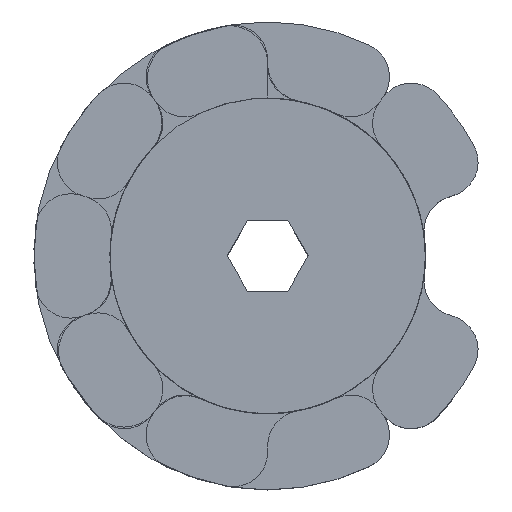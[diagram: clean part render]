
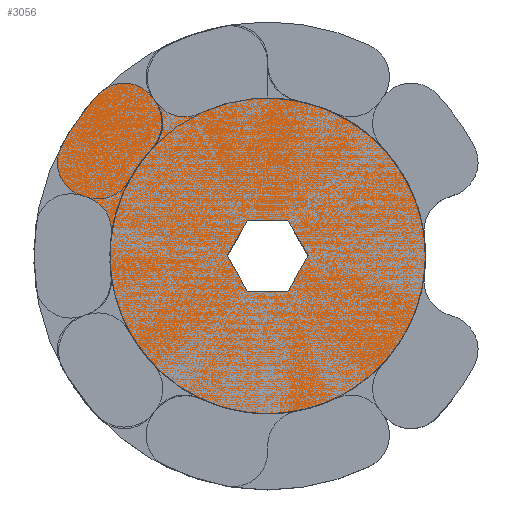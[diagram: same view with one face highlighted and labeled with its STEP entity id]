
A CAD part, top view. The second image highlights one B-rep face of the part: STEP entity #3056.
In plain terms, the highlighted planar face has unit normal (0, 0, 1).
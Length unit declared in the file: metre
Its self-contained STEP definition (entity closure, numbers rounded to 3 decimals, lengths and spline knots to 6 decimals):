
#113=LINE('',#4671,#406);
#114=LINE('',#4679,#407);
#115=LINE('',#4684,#408);
#116=LINE('',#4687,#409);
#117=LINE('',#4689,#410);
#118=LINE('',#4691,#411);
#119=LINE('',#4693,#412);
#120=LINE('',#4695,#413);
#406=VECTOR('',#3667,1.);
#407=VECTOR('',#3674,1.);
#408=VECTOR('',#3679,1.);
#409=VECTOR('',#3680,1.);
#410=VECTOR('',#3681,1.);
#411=VECTOR('',#3682,1.);
#412=VECTOR('',#3683,1.);
#413=VECTOR('',#3684,1.);
#699=ORIENTED_EDGE('',*,*,#1641,.F.);
#700=ORIENTED_EDGE('',*,*,#1642,.F.);
#701=ORIENTED_EDGE('',*,*,#1643,.T.);
#702=ORIENTED_EDGE('',*,*,#1644,.T.);
#703=ORIENTED_EDGE('',*,*,#1645,.T.);
#704=ORIENTED_EDGE('',*,*,#1646,.T.);
#705=ORIENTED_EDGE('',*,*,#1647,.F.);
#706=ORIENTED_EDGE('',*,*,#1648,.F.);
#707=ORIENTED_EDGE('',*,*,#1649,.T.);
#708=ORIENTED_EDGE('',*,*,#1650,.T.);
#709=ORIENTED_EDGE('',*,*,#1651,.T.);
#710=ORIENTED_EDGE('',*,*,#1652,.T.);
#711=ORIENTED_EDGE('',*,*,#1653,.T.);
#712=ORIENTED_EDGE('',*,*,#1654,.T.);
#1641=EDGE_CURVE('',#2112,#2113,#2426,.T.);
#1642=EDGE_CURVE('',#2114,#2112,#113,.T.);
#1643=EDGE_CURVE('',#2114,#2115,#2427,.T.);
#1644=EDGE_CURVE('',#2115,#2116,#2428,.T.);
#1645=EDGE_CURVE('',#2116,#2117,#2429,.T.);
#1646=EDGE_CURVE('',#2117,#2118,#114,.T.);
#1647=EDGE_CURVE('',#2119,#2118,#2430,.T.);
#1648=EDGE_CURVE('',#2113,#2119,#2431,.T.);
#1649=EDGE_CURVE('',#2120,#2121,#115,.T.);
#1650=EDGE_CURVE('',#2121,#2122,#116,.T.);
#1651=EDGE_CURVE('',#2122,#2123,#117,.T.);
#1652=EDGE_CURVE('',#2123,#2124,#118,.T.);
#1653=EDGE_CURVE('',#2124,#2125,#119,.T.);
#1654=EDGE_CURVE('',#2125,#2120,#120,.T.);
#2112=VERTEX_POINT('',#4669);
#2113=VERTEX_POINT('',#4670);
#2114=VERTEX_POINT('',#4672);
#2115=VERTEX_POINT('',#4674);
#2116=VERTEX_POINT('',#4676);
#2117=VERTEX_POINT('',#4678);
#2118=VERTEX_POINT('',#4680);
#2119=VERTEX_POINT('',#4682);
#2120=VERTEX_POINT('',#4685);
#2121=VERTEX_POINT('',#4686);
#2122=VERTEX_POINT('',#4688);
#2123=VERTEX_POINT('',#4690);
#2124=VERTEX_POINT('',#4692);
#2125=VERTEX_POINT('',#4694);
#2426=CIRCLE('',#3307,0.006);
#2427=CIRCLE('',#3308,0.006);
#2428=CIRCLE('',#3309,0.04);
#2429=CIRCLE('',#3310,0.006);
#2430=CIRCLE('',#3311,0.006);
#2431=CIRCLE('',#3312,0.027);
#2604=EDGE_LOOP('',(#699,#700,#701,#702,#703,#704,#705,#706));
#2605=EDGE_LOOP('',(#707,#708,#709,#710,#711,#712));
#2789=FACE_BOUND('',#2604,.T.);
#2790=FACE_BOUND('',#2605,.T.);
#2974=PLANE('',#3306);
#3056=ADVANCED_FACE('',(#2789,#2790),#2974,.T.);
#3306=AXIS2_PLACEMENT_3D('',#4667,#3663,#3664);
#3307=AXIS2_PLACEMENT_3D('',#4668,#3665,#3666);
#3308=AXIS2_PLACEMENT_3D('',#4673,#3668,#3669);
#3309=AXIS2_PLACEMENT_3D('',#4675,#3670,#3671);
#3310=AXIS2_PLACEMENT_3D('',#4677,#3672,#3673);
#3311=AXIS2_PLACEMENT_3D('',#4681,#3675,#3676);
#3312=AXIS2_PLACEMENT_3D('',#4683,#3677,#3678);
#3663=DIRECTION('',(0.,0.,1.));
#3664=DIRECTION('',(1.,0.,0.));
#3665=DIRECTION('',(0.,0.,1.));
#3666=DIRECTION('',(1.,0.,0.));
#3667=DIRECTION('',(0.588,-0.809,0.));
#3668=DIRECTION('',(0.,0.,1.));
#3669=DIRECTION('',(1.,0.,0.));
#3670=DIRECTION('',(0.,0.,1.));
#3671=DIRECTION('',(1.,0.,0.));
#3672=DIRECTION('',(0.,0.,1.));
#3673=DIRECTION('',(1.,0.,0.));
#3674=DIRECTION('',(0.951,-0.309,0.));
#3675=DIRECTION('',(0.,0.,1.));
#3676=DIRECTION('',(1.,0.,0.));
#3677=DIRECTION('',(0.,0.,-1.));
#3678=DIRECTION('',(1.,0.,0.));
#3679=DIRECTION('',(-1.,0.,0.));
#3680=DIRECTION('',(-0.5,0.866,0.));
#3681=DIRECTION('',(0.5,0.866,0.));
#3682=DIRECTION('',(1.,0.,0.));
#3683=DIRECTION('',(0.5,-0.866,0.));
#3684=DIRECTION('',(-0.5,-0.866,0.));
#4667=CARTESIAN_POINT('',(-0.004487,0.001274,0.012));
#4668=CARTESIAN_POINT('',(-0.01422,0.029779,0.012));
#4669=CARTESIAN_POINT('',(-0.019074,0.026253,0.012));
#4670=CARTESIAN_POINT('',(-0.011634,0.024365,0.012));
#4671=CARTESIAN_POINT('',(-0.019372,0.026664,0.012));
#4672=CARTESIAN_POINT('',(-0.019671,0.027075,0.012));
#4673=CARTESIAN_POINT('',(-0.024525,0.023548,0.012));
#4674=CARTESIAN_POINT('',(-0.028853,0.027704,0.012));
#4675=CARTESIAN_POINT('',(0.,0.,0.012));
#4676=CARTESIAN_POINT('',(-0.035264,0.01888,0.012));
#4677=CARTESIAN_POINT('',(-0.029974,0.016048,0.012));
#4678=CARTESIAN_POINT('',(-0.031828,0.010342,0.012));
#4679=CARTESIAN_POINT('',(-0.031345,0.010185,0.012));
#4680=CARTESIAN_POINT('',(-0.030862,0.010028,0.012));
#4681=CARTESIAN_POINT('',(-0.032716,0.004321,0.012));
#4682=CARTESIAN_POINT('',(-0.026768,0.003536,0.012));
#4683=CARTESIAN_POINT('',(0.,0.,0.012));
#4684=CARTESIAN_POINT('',(-0.004487,-0.006,0.012));
#4685=CARTESIAN_POINT('',(0.003464,-0.006,0.012));
#4686=CARTESIAN_POINT('',(-0.003464,-0.006,0.012));
#4687=CARTESIAN_POINT('',(-0.00687,-0.000101,0.012));
#4688=CARTESIAN_POINT('',(-0.006928,0.,0.012));
#4689=CARTESIAN_POINT('',(-0.005766,0.002013,0.012));
#4690=CARTESIAN_POINT('',(-0.003464,0.006,0.012));
#4691=CARTESIAN_POINT('',(-0.004487,0.006,0.012));
#4692=CARTESIAN_POINT('',(0.003464,0.006,0.012));
#4693=CARTESIAN_POINT('',(0.003523,0.005899,0.012));
#4694=CARTESIAN_POINT('',(0.006928,0.,0.012));
#4695=CARTESIAN_POINT('',(0.004626,-0.003987,0.012));
